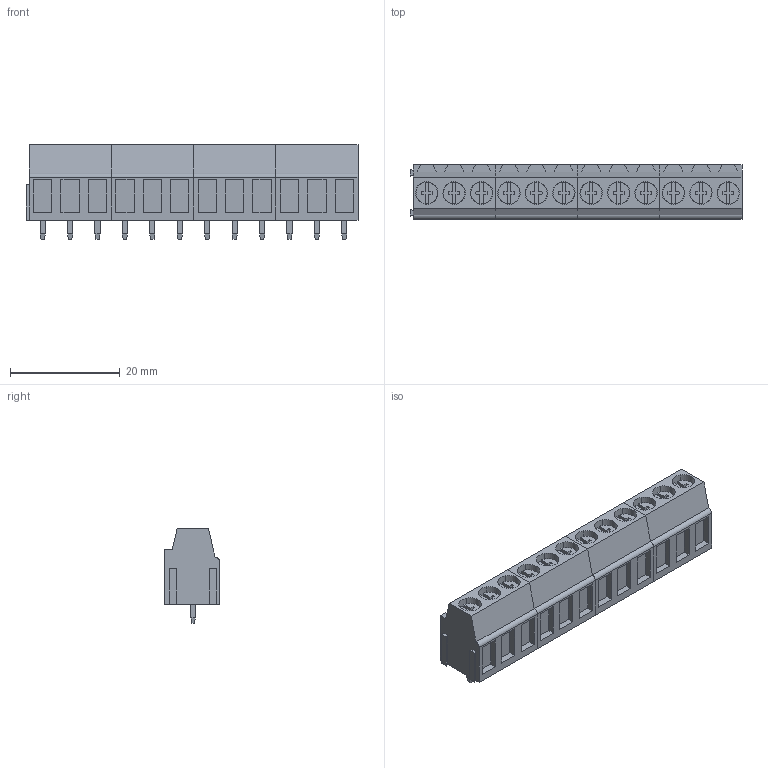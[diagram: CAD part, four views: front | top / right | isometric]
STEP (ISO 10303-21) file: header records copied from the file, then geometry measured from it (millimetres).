
FILE_DESCRIPTION(('CATIA V5 STEP Exchange','CAx-IF Rec.Pracs.--- Model Styling and Organization---1.2---2011-12-15'),'2;1');
FILE_NAME ('D1457416_0_1845380000_1845380000.stp','2018-03-30T16:10:50+00:00',('none'),('Weidmueller'),'CATIA Version 5-6 Release 2014','CATIA V5 STEP AP214','none');
FILE_SCHEMA(('AUTOMOTIVE_DESIGN { 1 0 10303 214 1 1 1 1 }'));
Length unit declared in the file: millimetre
Products named in the file (1): 1845380000
Bounding box: 60.55 x 10 x 17.3 mm (x, y, z)
Volume: 5900.6 mm3; surface area: 6979.7 mm2
Topology: 28 solids, 28 shells, 1020 faces, 2736 edges, 1808 vertices
Faces by surface type: plane 848, cylinder 172
Entity records: 32541 total; most frequent: CARTESIAN_POINT 6365, ORIENTED_EDGE 5472, DIRECTION 4574, EDGE_CURVE 2736, VECTOR 2224, LINE 2224, VERTEX_POINT 1808, AXIS2_PLACEMENT_3D 1329
